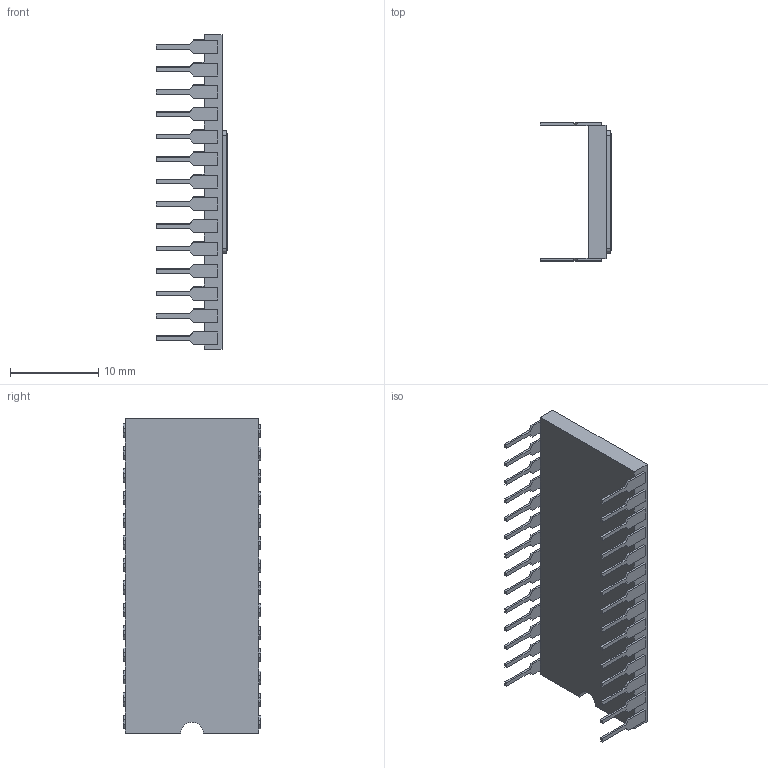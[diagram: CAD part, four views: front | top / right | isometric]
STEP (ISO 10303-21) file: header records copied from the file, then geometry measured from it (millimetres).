
FILE_DESCRIPTION (( 'STEP AP203' ), '1' );
FILE_NAME ('D100752G-STEP Rev B.STEP', '2021-11-11T13:57:27', ( '' ), ( '' ), 'SwSTEP 2.0', 'SolidWorks 2018', '' );
FILE_SCHEMA (( 'CONFIG_CONTROL_DESIGN' ));
Length unit declared in the file: inch
Products named in the file (1): D100752G-STEP Rev B
Bounding box: 8.08 x 15.62 x 35.69 mm (x, y, z)
Volume: 1254.3 mm3; surface area: 1670.8 mm2
Topology: 1 solids, 1 shells, 493 faces, 1339 edges, 874 vertices
Faces by surface type: plane 413, bspline 57, cylinder 23
Entity records: 18740 total; most frequent: CARTESIAN_POINT 6596, ORIENTED_EDGE 2678, DIRECTION 2145, EDGE_CURVE 1339, LINE 1179, VECTOR 1179, VERTEX_POINT 874, EDGE_LOOP 519
